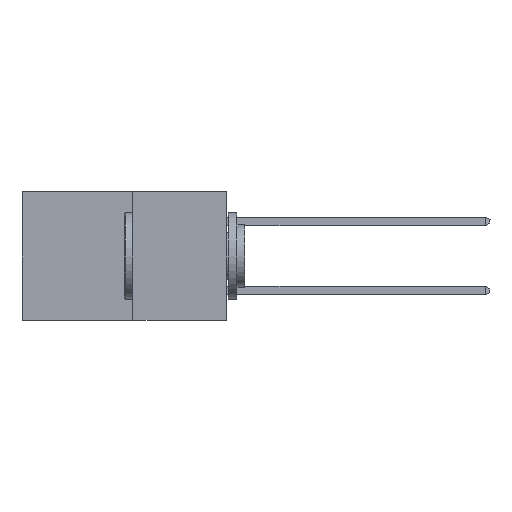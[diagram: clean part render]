
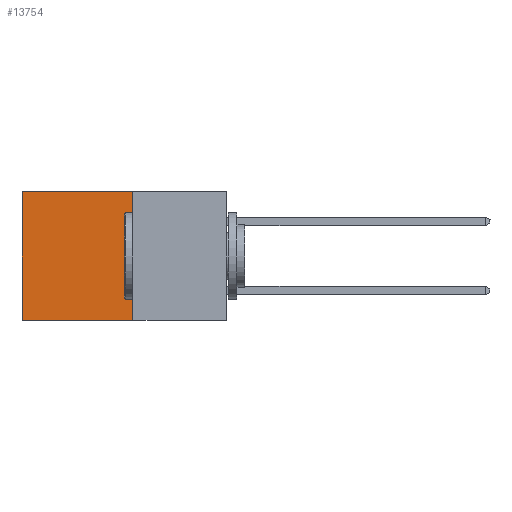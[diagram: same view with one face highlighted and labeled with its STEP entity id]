
A CAD part, left-side view. The second image highlights one B-rep face of the part: STEP entity #13754.
In plain terms, the highlighted planar face has unit normal (-1, 0, 0).
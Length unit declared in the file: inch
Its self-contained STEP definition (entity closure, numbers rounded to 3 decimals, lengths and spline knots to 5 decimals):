
#150 = CARTESIAN_POINT ( 'NONE',  ( 0.277, 0.27, -0.37 ) ) ;
#929 = VECTOR ( 'NONE', #31658, 39.37008 ) ;
#3238 = ORIENTED_EDGE ( 'NONE', *, *, #5562, .T. ) ;
#4171 = CARTESIAN_POINT ( 'NONE',  ( 0.277, 0.27, -0.37 ) ) ;
#4754 = DIRECTION ( 'NONE',  ( 0., 0., -1. ) ) ;
#4765 = ORIENTED_EDGE ( 'NONE', *, *, #28735, .F. ) ;
#5562 = EDGE_CURVE ( 'NONE', #12442, #31251, #12856, .T. ) ;
#6671 = DIRECTION ( 'NONE',  ( 0., 0., -1. ) ) ;
#6788 = LINE ( 'NONE', #14439, #929 ) ;
#7554 = DIRECTION ( 'NONE',  ( 0., 1., 0. ) ) ;
#9054 = LINE ( 'NONE', #150, #9824 ) ;
#9824 = VECTOR ( 'NONE', #7554, 39.37008 ) ;
#9958 = VERTEX_POINT ( 'NONE', #10409 ) ;
#10409 = CARTESIAN_POINT ( 'NONE',  ( 0.277, 0.59, -0.37 ) ) ;
#10484 = EDGE_CURVE ( 'NONE', #31251, #9958, #13986, .T. ) ;
#11020 = CARTESIAN_POINT ( 'NONE',  ( 0.277, 0.27, 0. ) ) ;
#11282 = CARTESIAN_POINT ( 'NONE',  ( 0.277, 0.27, -0.37 ) ) ;
#12204 = CARTESIAN_POINT ( 'NONE',  ( 0.277, 0.59, -0.37 ) ) ;
#12334 = DIRECTION ( 'NONE',  ( 0., 1., 0. ) ) ;
#12442 = VERTEX_POINT ( 'NONE', #19514 ) ;
#12856 = LINE ( 'NONE', #11020, #19482 ) ;
#13754 = ADVANCED_FACE ( 'NONE', ( #21943 ), #31257, .F. ) ;
#13986 = LINE ( 'NONE', #12204, #27140 ) ;
#14294 = VERTEX_POINT ( 'NONE', #11282 ) ;
#14439 = CARTESIAN_POINT ( 'NONE',  ( 0.277, 0.27, -0.37 ) ) ;
#14461 = EDGE_CURVE ( 'NONE', #12442, #14294, #6788, .T. ) ;
#18606 = EDGE_LOOP ( 'NONE', ( #27793, #4765, #22084, #3238 ) ) ;
#19482 = VECTOR ( 'NONE', #12334, 39.37008 ) ;
#19514 = CARTESIAN_POINT ( 'NONE',  ( 0.277, 0.27, 0. ) ) ;
#21483 = DIRECTION ( 'NONE',  ( 1., 0., 0. ) ) ;
#21943 = FACE_OUTER_BOUND ( 'NONE', #18606, .T. ) ;
#22084 = ORIENTED_EDGE ( 'NONE', *, *, #14461, .F. ) ;
#23712 = CARTESIAN_POINT ( 'NONE',  ( 0.277, 0.59, 0. ) ) ;
#27140 = VECTOR ( 'NONE', #4754, 39.37008 ) ;
#27793 = ORIENTED_EDGE ( 'NONE', *, *, #10484, .T. ) ;
#28735 = EDGE_CURVE ( 'NONE', #14294, #9958, #9054, .T. ) ;
#31251 = VERTEX_POINT ( 'NONE', #23712 ) ;
#31257 = PLANE ( 'NONE',  #31512 ) ;
#31512 = AXIS2_PLACEMENT_3D ( 'NONE', #4171, #21483, #6671 ) ;
#31658 = DIRECTION ( 'NONE',  ( 0., 0., -1. ) ) ;
